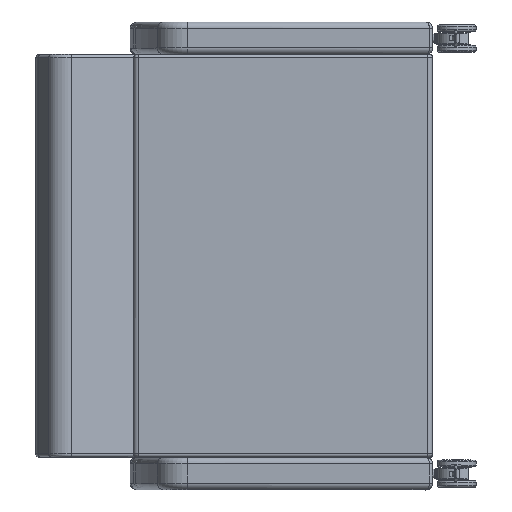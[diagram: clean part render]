
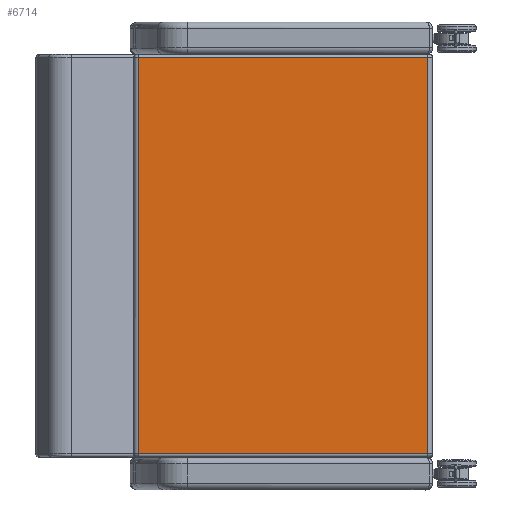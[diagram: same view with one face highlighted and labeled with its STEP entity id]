
A CAD part, left-side view. The second image highlights one B-rep face of the part: STEP entity #6714.
In plain terms, the highlighted face is planar.
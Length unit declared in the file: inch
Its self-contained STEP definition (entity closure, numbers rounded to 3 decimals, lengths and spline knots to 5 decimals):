
#526=PLANE('',#7596);
#779=LINE('',#19748,#1123);
#802=LINE('',#19919,#1146);
#807=LINE('',#19953,#1151);
#808=LINE('',#19955,#1152);
#1123=VECTOR('',#9179,0.3937);
#1146=VECTOR('',#9304,0.3937);
#1151=VECTOR('',#9327,0.3937);
#1152=VECTOR('',#9330,26.5);
#1740=FACE_OUTER_BOUND('',#2205,.T.);
#2205=EDGE_LOOP('',(#5802,#5803,#5804,#5805));
#3237=VERTEX_POINT('',#19737);
#3241=VERTEX_POINT('',#19746);
#3278=VERTEX_POINT('',#19909);
#3280=VERTEX_POINT('',#19915);
#4090=EDGE_CURVE('',#3241,#3237,#779,.T.);
#4149=EDGE_CURVE('',#3278,#3280,#802,.T.);
#4159=EDGE_CURVE('',#3280,#3241,#807,.T.);
#4160=EDGE_CURVE('',#3237,#3278,#808,.T.);
#5802=ORIENTED_EDGE('',*,*,#4090,.F.);
#5803=ORIENTED_EDGE('',*,*,#4159,.F.);
#5804=ORIENTED_EDGE('',*,*,#4149,.F.);
#5805=ORIENTED_EDGE('',*,*,#4160,.F.);
#6714=ADVANCED_FACE('',(#1740),#526,.T.);
#7596=AXIS2_PLACEMENT_3D('',#19954,#9328,#9329);
#9179=DIRECTION('',(-1.,0.,0.));
#9304=DIRECTION('',(1.,0.,0.));
#9327=DIRECTION('',(0.,0.,-1.));
#9328=DIRECTION('center_axis',(0.,-1.,0.));
#9329=DIRECTION('ref_axis',(0.,0.,-1.));
#9330=DIRECTION('',(0.,0.,1.));
#19737=CARTESIAN_POINT('',(20.0282,18.44801,26.25));
#19746=CARTESIAN_POINT('',(42.2782,18.44801,26.25));
#19748=CARTESIAN_POINT('',(35.46724,18.44801,26.25));
#19909=CARTESIAN_POINT('',(20.0282,18.44801,56.75));
#19915=CARTESIAN_POINT('',(42.2782,18.44801,56.75));
#19919=CARTESIAN_POINT('',(35.3303,18.44801,56.75));
#19953=CARTESIAN_POINT('',(42.2782,18.44801,30.));
#19954=CARTESIAN_POINT('Origin',(40.7782,18.44801,30.));
#19955=CARTESIAN_POINT('',(20.0282,18.44801,30.25));
